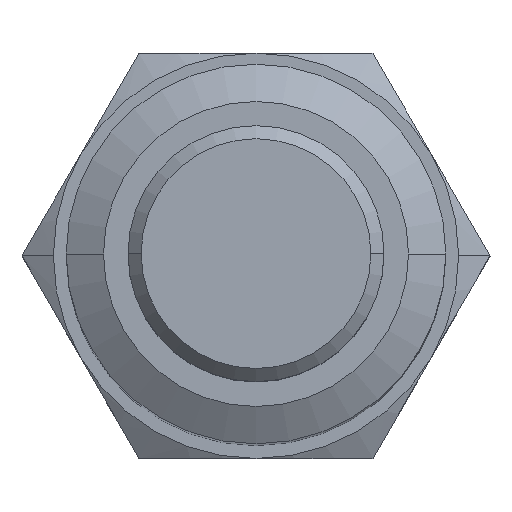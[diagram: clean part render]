
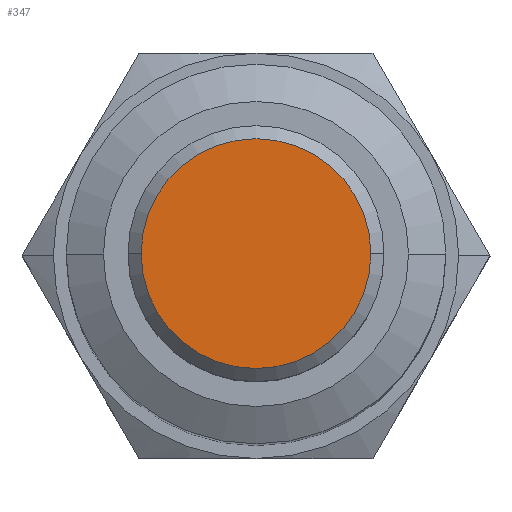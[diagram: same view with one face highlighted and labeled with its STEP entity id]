
A CAD part, top view. The second image highlights one B-rep face of the part: STEP entity #347.
In plain terms, the highlighted planar face has unit normal (0, 0, 1).
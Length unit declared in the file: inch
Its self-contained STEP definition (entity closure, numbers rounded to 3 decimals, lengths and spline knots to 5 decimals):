
#38 = DIRECTION ( 'NONE',  ( -1., 0., 0. ) ) ;
#155 = CARTESIAN_POINT ( 'NONE',  ( 0.21207, 0., 0. ) ) ;
#241 = PLANE ( 'NONE',  #368 ) ;
#269 = CARTESIAN_POINT ( 'NONE',  ( 0., 0., 0. ) ) ;
#280 = DIRECTION ( 'NONE',  ( 0., 0., -1. ) ) ;
#347 = ADVANCED_FACE ( 'NONE', ( #1165 ), #241, .T. ) ;
#368 = AXIS2_PLACEMENT_3D ( 'NONE', #1045, #449, #1288 ) ;
#449 = DIRECTION ( 'NONE',  ( 0., 0., 1. ) ) ;
#501 = DIRECTION ( 'NONE',  ( 0., 0., -1. ) ) ;
#526 = ORIENTED_EDGE ( 'NONE', *, *, #849, .F. ) ;
#611 = EDGE_LOOP ( 'NONE', ( #526, #672 ) ) ;
#672 = ORIENTED_EDGE ( 'NONE', *, *, #1330, .F. ) ;
#727 = VERTEX_POINT ( 'NONE', #155 ) ;
#761 = AXIS2_PLACEMENT_3D ( 'NONE', #269, #501, #38 ) ;
#849 = EDGE_CURVE ( 'NONE', #727, #1474, #1381, .T. ) ;
#939 = CIRCLE ( 'NONE', #761, 0.21207 ) ;
#960 = CARTESIAN_POINT ( 'NONE',  ( -0.21207, 0., 0. ) ) ;
#1045 = CARTESIAN_POINT ( 'NONE',  ( 0.10603, 0., 0. ) ) ;
#1090 = CARTESIAN_POINT ( 'NONE',  ( 0., 0., 0. ) ) ;
#1165 = FACE_OUTER_BOUND ( 'NONE', #611, .T. ) ;
#1288 = DIRECTION ( 'NONE',  ( 1., 0., 0. ) ) ;
#1327 = DIRECTION ( 'NONE',  ( -1., 0., 0. ) ) ;
#1330 = EDGE_CURVE ( 'NONE', #1474, #727, #939, .T. ) ;
#1337 = AXIS2_PLACEMENT_3D ( 'NONE', #1090, #280, #1327 ) ;
#1381 = CIRCLE ( 'NONE', #1337, 0.21207 ) ;
#1474 = VERTEX_POINT ( 'NONE', #960 ) ;
